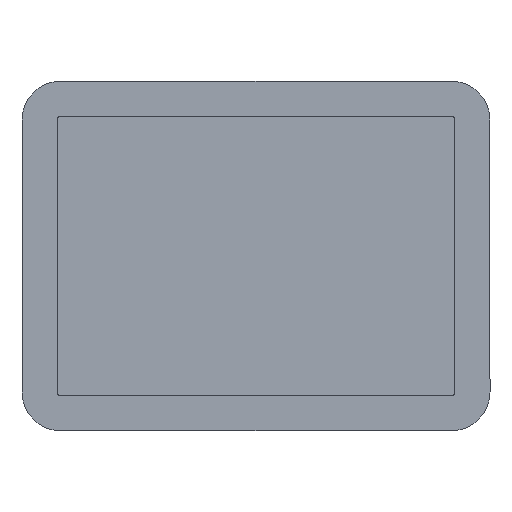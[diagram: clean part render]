
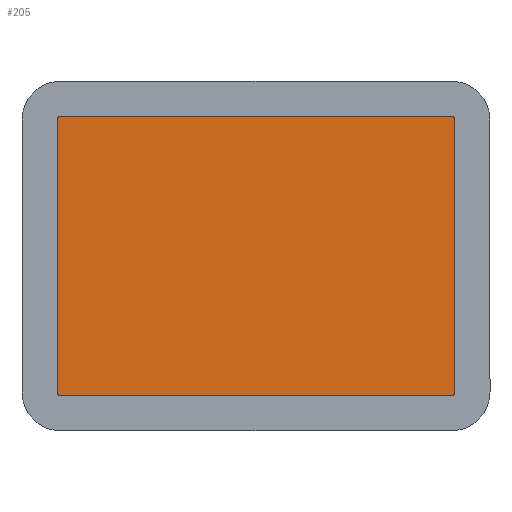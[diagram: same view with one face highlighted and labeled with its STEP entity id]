
A CAD part, front view. The second image highlights one B-rep face of the part: STEP entity #205.
In plain terms, the highlighted planar face has unit normal (0, -1, 0).
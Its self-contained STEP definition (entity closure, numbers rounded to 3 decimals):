
#4 = VERTEX_POINT ( 'NONE', #588 ) ;
#17 = CARTESIAN_POINT ( 'NONE',  ( 17.024, 21.381, 11.638 ) ) ;
#43 = LINE ( 'NONE', #848, #828 ) ;
#52 = ORIENTED_EDGE ( 'NONE', *, *, #360, .T. ) ;
#60 = ORIENTED_EDGE ( 'NONE', *, *, #434, .T. ) ;
#74 = VERTEX_POINT ( 'NONE', #156 ) ;
#80 = CARTESIAN_POINT ( 'NONE',  ( 16.698, 21.381, 11.638 ) ) ;
#94 = EDGE_CURVE ( 'NONE', #4, #759, #43, .T. ) ;
#100 = CARTESIAN_POINT ( 'NONE',  ( 16.698, 21.381, 11.964 ) ) ;
#129 = AXIS2_PLACEMENT_3D ( 'NONE', #238, #545, #461 ) ;
#156 = CARTESIAN_POINT ( 'NONE',  ( -17.024, 21.381, 11.638 ) ) ;
#170 = LINE ( 'NONE', #444, #206 ) ;
#182 = EDGE_CURVE ( 'NONE', #74, #792, #462, .T. ) ;
#189 = CARTESIAN_POINT ( 'NONE',  ( 17.024, 21.381, -11.638 ) ) ;
#202 = AXIS2_PLACEMENT_3D ( 'NONE', #944, #662, #215 ) ;
#205 = ADVANCED_FACE ( 'NONE', ( #391 ), #384, .F. ) ;
#206 = VECTOR ( 'NONE', #906, 1000. ) ;
#215 = DIRECTION ( 'NONE',  ( 0., 0., 1. ) ) ;
#221 = LINE ( 'NONE', #582, #254 ) ;
#238 = CARTESIAN_POINT ( 'NONE',  ( -16.698, 21.381, -11.638 ) ) ;
#251 = DIRECTION ( 'NONE',  ( 0., -1., 0. ) ) ;
#252 = VERTEX_POINT ( 'NONE', #189 ) ;
#254 = VECTOR ( 'NONE', #886, 1000. ) ;
#307 = CARTESIAN_POINT ( 'NONE',  ( 16.698, 21.381, -11.638 ) ) ;
#360 = EDGE_CURVE ( 'NONE', #945, #74, #612, .T. ) ;
#361 = ORIENTED_EDGE ( 'NONE', *, *, #423, .T. ) ;
#367 = CARTESIAN_POINT ( 'NONE',  ( 16.698, 21.381, -11.964 ) ) ;
#378 = VECTOR ( 'NONE', #686, 1000. ) ;
#384 = PLANE ( 'NONE',  #753 ) ;
#391 = FACE_OUTER_BOUND ( 'NONE', #721, .T. ) ;
#398 = VERTEX_POINT ( 'NONE', #17 ) ;
#402 = DIRECTION ( 'NONE',  ( 0., 0., 1. ) ) ;
#423 = EDGE_CURVE ( 'NONE', #398, #513, #502, .T. ) ;
#434 = EDGE_CURVE ( 'NONE', #513, #945, #221, .T. ) ;
#438 = DIRECTION ( 'NONE',  ( 0., 0., 1. ) ) ;
#444 = CARTESIAN_POINT ( 'NONE',  ( 17.024, 21.381, -11.638 ) ) ;
#455 = CARTESIAN_POINT ( 'NONE',  ( -17.024, 21.381, -11.638 ) ) ;
#456 = ORIENTED_EDGE ( 'NONE', *, *, #182, .T. ) ;
#461 = DIRECTION ( 'NONE',  ( 0., 0., 1. ) ) ;
#462 = LINE ( 'NONE', #770, #378 ) ;
#485 = ORIENTED_EDGE ( 'NONE', *, *, #94, .T. ) ;
#500 = ORIENTED_EDGE ( 'NONE', *, *, #788, .T. ) ;
#502 = CIRCLE ( 'NONE', #547, 0.326 ) ;
#509 = EDGE_CURVE ( 'NONE', #792, #4, #797, .T. ) ;
#513 = VERTEX_POINT ( 'NONE', #100 ) ;
#536 = DIRECTION ( 'NONE',  ( 0., 1., 0. ) ) ;
#545 = DIRECTION ( 'NONE',  ( 0., -1., 0. ) ) ;
#547 = AXIS2_PLACEMENT_3D ( 'NONE', #80, #889, #438 ) ;
#582 = CARTESIAN_POINT ( 'NONE',  ( -16.698, 21.381, 11.964 ) ) ;
#588 = CARTESIAN_POINT ( 'NONE',  ( -16.698, 21.381, -11.964 ) ) ;
#612 = CIRCLE ( 'NONE', #202, 0.326 ) ;
#619 = DIRECTION ( 'NONE',  ( 1., 0., 0. ) ) ;
#662 = DIRECTION ( 'NONE',  ( 0., -1., 0. ) ) ;
#686 = DIRECTION ( 'NONE',  ( 0., 0., -1. ) ) ;
#721 = EDGE_LOOP ( 'NONE', ( #361, #60, #52, #456, #737, #485, #765, #500 ) ) ;
#737 = ORIENTED_EDGE ( 'NONE', *, *, #509, .T. ) ;
#753 = AXIS2_PLACEMENT_3D ( 'NONE', #908, #536, #402 ) ;
#758 = DIRECTION ( 'NONE',  ( 0., 0., 1. ) ) ;
#759 = VERTEX_POINT ( 'NONE', #367 ) ;
#765 = ORIENTED_EDGE ( 'NONE', *, *, #795, .T. ) ;
#770 = CARTESIAN_POINT ( 'NONE',  ( -17.024, 21.381, -11.638 ) ) ;
#788 = EDGE_CURVE ( 'NONE', #252, #398, #170, .T. ) ;
#792 = VERTEX_POINT ( 'NONE', #455 ) ;
#795 = EDGE_CURVE ( 'NONE', #759, #252, #873, .T. ) ;
#797 = CIRCLE ( 'NONE', #129, 0.326 ) ;
#821 = AXIS2_PLACEMENT_3D ( 'NONE', #307, #251, #758 ) ;
#828 = VECTOR ( 'NONE', #619, 1000. ) ;
#848 = CARTESIAN_POINT ( 'NONE',  ( -16.698, 21.381, -11.964 ) ) ;
#863 = CARTESIAN_POINT ( 'NONE',  ( -16.698, 21.381, 11.964 ) ) ;
#873 = CIRCLE ( 'NONE', #821, 0.326 ) ;
#886 = DIRECTION ( 'NONE',  ( -1., 0., 0. ) ) ;
#889 = DIRECTION ( 'NONE',  ( 0., -1., 0. ) ) ;
#906 = DIRECTION ( 'NONE',  ( 0., 0., 1. ) ) ;
#908 = CARTESIAN_POINT ( 'NONE',  ( -16.698, 21.381, -11.638 ) ) ;
#944 = CARTESIAN_POINT ( 'NONE',  ( -16.698, 21.381, 11.638 ) ) ;
#945 = VERTEX_POINT ( 'NONE', #863 ) ;
